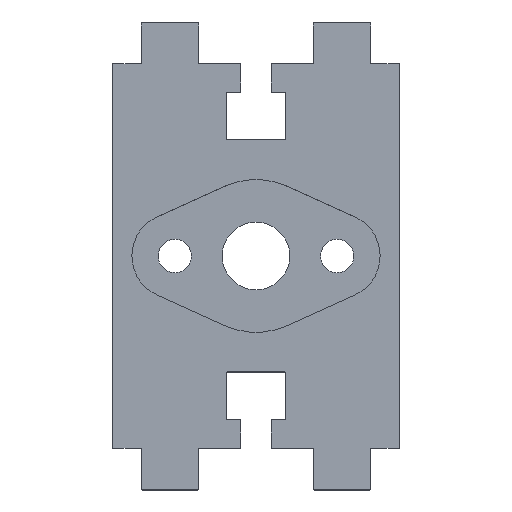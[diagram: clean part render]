
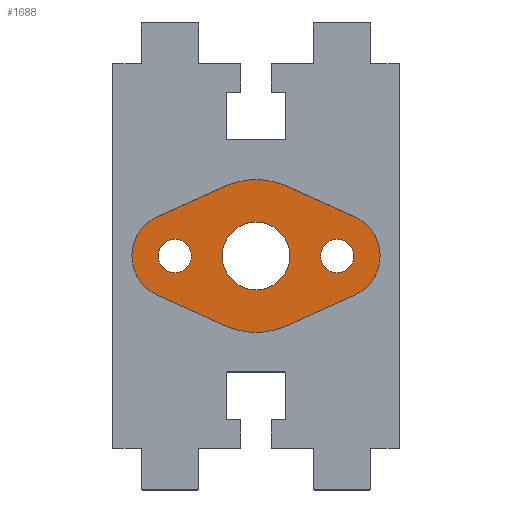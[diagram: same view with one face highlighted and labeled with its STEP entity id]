
A CAD part, top view. The second image highlights one B-rep face of the part: STEP entity #1688.
In plain terms, the highlighted planar face has unit normal (0, 0, 1).
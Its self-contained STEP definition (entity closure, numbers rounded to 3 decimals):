
#19=FACE_BOUND('',#232,.T.);
#20=FACE_BOUND('',#233,.T.);
#21=FACE_BOUND('',#234,.T.);
#58=PLANE('',#1877);
#141=FACE_OUTER_BOUND('',#231,.T.);
#231=EDGE_LOOP('',(#1522,#1523,#1524,#1525,#1526,#1527,#1528,#1529));
#232=EDGE_LOOP('',(#1530));
#233=EDGE_LOOP('',(#1531));
#234=EDGE_LOOP('',(#1532));
#393=LINE('',#2854,#556);
#397=LINE('',#2863,#560);
#400=LINE('',#2871,#563);
#403=LINE('',#2879,#566);
#556=VECTOR('',#2337,10.);
#560=VECTOR('',#2347,10.);
#563=VECTOR('',#2356,10.);
#566=VECTOR('',#2365,10.);
#649=CIRCLE('',#1867,4.5);
#650=CIRCLE('',#1870,8.);
#651=CIRCLE('',#1873,4.5);
#652=CIRCLE('',#1876,8.);
#653=CIRCLE('',#1878,1.75);
#654=CIRCLE('',#1879,1.75);
#655=CIRCLE('',#1880,3.55);
#811=VERTEX_POINT('',#2851);
#812=VERTEX_POINT('',#2853);
#813=VERTEX_POINT('',#2857);
#814=VERTEX_POINT('',#2861);
#815=VERTEX_POINT('',#2865);
#816=VERTEX_POINT('',#2869);
#817=VERTEX_POINT('',#2873);
#818=VERTEX_POINT('',#2877);
#819=VERTEX_POINT('',#2883);
#820=VERTEX_POINT('',#2885);
#821=VERTEX_POINT('',#2887);
#1050=EDGE_CURVE('',#811,#812,#393,.T.);
#1053=EDGE_CURVE('',#813,#811,#649,.T.);
#1055=EDGE_CURVE('',#814,#813,#397,.T.);
#1057=EDGE_CURVE('',#815,#814,#650,.T.);
#1059=EDGE_CURVE('',#816,#815,#400,.T.);
#1061=EDGE_CURVE('',#817,#816,#651,.T.);
#1063=EDGE_CURVE('',#818,#817,#403,.T.);
#1064=EDGE_CURVE('',#812,#818,#652,.T.);
#1065=EDGE_CURVE('',#819,#819,#653,.T.);
#1066=EDGE_CURVE('',#820,#820,#654,.T.);
#1067=EDGE_CURVE('',#821,#821,#655,.T.);
#1522=ORIENTED_EDGE('',*,*,#1064,.F.);
#1523=ORIENTED_EDGE('',*,*,#1050,.F.);
#1524=ORIENTED_EDGE('',*,*,#1053,.F.);
#1525=ORIENTED_EDGE('',*,*,#1055,.F.);
#1526=ORIENTED_EDGE('',*,*,#1057,.F.);
#1527=ORIENTED_EDGE('',*,*,#1059,.F.);
#1528=ORIENTED_EDGE('',*,*,#1061,.F.);
#1529=ORIENTED_EDGE('',*,*,#1063,.F.);
#1530=ORIENTED_EDGE('',*,*,#1065,.F.);
#1531=ORIENTED_EDGE('',*,*,#1066,.F.);
#1532=ORIENTED_EDGE('',*,*,#1067,.F.);
#1688=ADVANCED_FACE('',(#141,#19,#20,#21),#58,.T.);
#1867=AXIS2_PLACEMENT_3D('',#2859,#2342,#2343);
#1870=AXIS2_PLACEMENT_3D('',#2867,#2351,#2352);
#1873=AXIS2_PLACEMENT_3D('',#2875,#2360,#2361);
#1876=AXIS2_PLACEMENT_3D('',#2881,#2368,#2369);
#1877=AXIS2_PLACEMENT_3D('',#2882,#2370,#2371);
#1878=AXIS2_PLACEMENT_3D('',#2884,#2372,#2373);
#1879=AXIS2_PLACEMENT_3D('',#2886,#2374,#2375);
#1880=AXIS2_PLACEMENT_3D('',#2888,#2376,#2377);
#2337=DIRECTION('',(0.911,0.412,0.));
#2342=DIRECTION('center_axis',(0.,0.,-1.));
#2343=DIRECTION('ref_axis',(0.412,-0.911,0.));
#2347=DIRECTION('',(-0.911,0.412,0.));
#2351=DIRECTION('center_axis',(0.,0.,-1.));
#2352=DIRECTION('ref_axis',(0.412,0.911,0.));
#2356=DIRECTION('',(-0.911,-0.412,0.));
#2360=DIRECTION('center_axis',(0.,0.,-1.));
#2361=DIRECTION('ref_axis',(-0.412,0.911,0.));
#2365=DIRECTION('',(0.911,-0.412,0.));
#2368=DIRECTION('center_axis',(0.,0.,-1.));
#2369=DIRECTION('ref_axis',(-0.412,-0.911,0.));
#2370=DIRECTION('center_axis',(0.,0.,1.));
#2371=DIRECTION('ref_axis',(1.,0.,0.));
#2372=DIRECTION('center_axis',(0.,0.,1.));
#2373=DIRECTION('ref_axis',(1.,0.,0.));
#2374=DIRECTION('center_axis',(0.,0.,1.));
#2375=DIRECTION('ref_axis',(1.,0.,0.));
#2376=DIRECTION('center_axis',(0.,0.,1.));
#2377=DIRECTION('ref_axis',(1.,0.,0.));
#2851=CARTESIAN_POINT('',(-10.353,4.101,0.5));
#2853=CARTESIAN_POINT('',(-3.294,7.29,0.5));
#2854=CARTESIAN_POINT('',(-10.353,4.101,0.5));
#2857=CARTESIAN_POINT('',(-10.353,-4.101,0.5));
#2859=CARTESIAN_POINT('Origin',(-8.5,0.,0.5));
#2861=CARTESIAN_POINT('',(-3.294,-7.29,0.5));
#2863=CARTESIAN_POINT('',(-3.294,-7.29,0.5));
#2865=CARTESIAN_POINT('',(3.294,-7.29,0.5));
#2867=CARTESIAN_POINT('Origin',(0.,0.,0.5));
#2869=CARTESIAN_POINT('',(10.353,-4.101,0.5));
#2871=CARTESIAN_POINT('',(10.353,-4.101,0.5));
#2873=CARTESIAN_POINT('',(10.353,4.101,0.5));
#2875=CARTESIAN_POINT('Origin',(8.5,0.,0.5));
#2877=CARTESIAN_POINT('',(3.294,7.29,0.5));
#2879=CARTESIAN_POINT('',(3.294,7.29,0.5));
#2881=CARTESIAN_POINT('Origin',(0.,0.,0.5));
#2882=CARTESIAN_POINT('Origin',(0.,0.,
0.5));
#2883=CARTESIAN_POINT('',(-10.25,0.,0.5));
#2884=CARTESIAN_POINT('Origin',(-8.5,0.,0.5));
#2885=CARTESIAN_POINT('',(6.75,0.,0.5));
#2886=CARTESIAN_POINT('Origin',(8.5,0.,0.5));
#2887=CARTESIAN_POINT('',(-3.55,0.,0.5));
#2888=CARTESIAN_POINT('Origin',(0.,0.,0.5));
